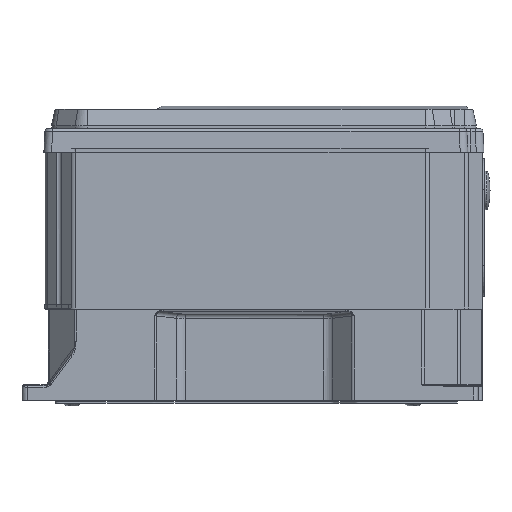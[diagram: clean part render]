
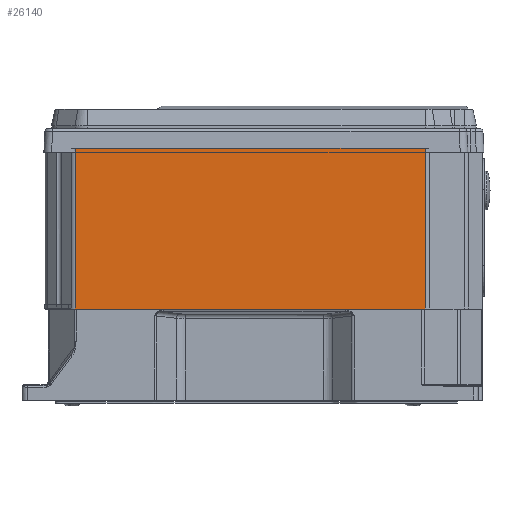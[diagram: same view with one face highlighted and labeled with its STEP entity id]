
A CAD part, left-side view. The second image highlights one B-rep face of the part: STEP entity #26140.
In plain terms, the highlighted planar face has unit normal (-1, 0, 0).
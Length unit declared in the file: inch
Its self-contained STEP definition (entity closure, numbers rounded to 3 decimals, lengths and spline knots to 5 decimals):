
#4876 = DIRECTION ( 'NONE',  ( 0., 1., 0. ) ) ;
#14408 = CARTESIAN_POINT ( 'NONE',  ( -2.9582, 0.16887, -1.00039 ) ) ;
#15313 = CARTESIAN_POINT ( 'NONE',  ( -2.9582, 4.78868, -1.00039 ) ) ;
#19207 = ORIENTED_EDGE ( 'NONE', *, *, #25429, .F. ) ;
#24998 = AXIS2_PLACEMENT_3D ( 'NONE', #14408, #46161, #4876 ) ;
#25429 = EDGE_CURVE ( 'NONE', #47096, #129024, #71483, .T. ) ;
#26140 = ADVANCED_FACE ( 'NONE', ( #123103 ), #96539, .F. ) ;
#26651 = DIRECTION ( 'NONE',  ( 0., 0., 1. ) ) ;
#31435 = VERTEX_POINT ( 'NONE', #50909 ) ;
#31510 = EDGE_CURVE ( 'NONE', #59046, #47096, #104680, .T. ) ;
#40934 = ORIENTED_EDGE ( 'NONE', *, *, #45488, .F. ) ;
#42382 = VECTOR ( 'NONE', #26651, 39.37008 ) ;
#44645 = VECTOR ( 'NONE', #104842, 39.37008 ) ;
#45488 = EDGE_CURVE ( 'NONE', #31435, #59046, #122315, .T. ) ;
#46161 = DIRECTION ( 'NONE',  ( 1., 0., 0. ) ) ;
#47081 = CARTESIAN_POINT ( 'NONE',  ( -2.9582, 0.16887, -1.00039 ) ) ;
#47096 = VERTEX_POINT ( 'NONE', #66084 ) ;
#50909 = CARTESIAN_POINT ( 'NONE',  ( -2.9582, 4.78868, -1.00039 ) ) ;
#59046 = VERTEX_POINT ( 'NONE', #98589 ) ;
#66084 = CARTESIAN_POINT ( 'NONE',  ( -2.9582, -4.18913, -5.12914 ) ) ;
#66542 = CARTESIAN_POINT ( 'NONE',  ( -2.9582, 4.78868, -5.12914 ) ) ;
#71483 = LINE ( 'NONE', #77753, #107105 ) ;
#73536 = ORIENTED_EDGE ( 'NONE', *, *, #97932, .F. ) ;
#77753 = CARTESIAN_POINT ( 'NONE',  ( -2.9582, 0.16887, -5.12914 ) ) ;
#77939 = DIRECTION ( 'NONE',  ( 0., -1., 0. ) ) ;
#84987 = VECTOR ( 'NONE', #77939, 39.37008 ) ;
#87103 = CARTESIAN_POINT ( 'NONE',  ( -2.9582, -4.18913, -1.00039 ) ) ;
#88231 = DIRECTION ( 'NONE',  ( 0., 1., 0. ) ) ;
#96539 = PLANE ( 'NONE',  #24998 ) ;
#97932 = EDGE_CURVE ( 'NONE', #129024, #31435, #126656, .T. ) ;
#98589 = CARTESIAN_POINT ( 'NONE',  ( -2.9582, -4.18913, -1.00039 ) ) ;
#104680 = LINE ( 'NONE', #87103, #44645 ) ;
#104842 = DIRECTION ( 'NONE',  ( 0., 0., -1. ) ) ;
#107105 = VECTOR ( 'NONE', #88231, 39.37008 ) ;
#115591 = EDGE_LOOP ( 'NONE', ( #132949, #40934, #73536, #19207 ) ) ;
#122315 = LINE ( 'NONE', #47081, #84987 ) ;
#123103 = FACE_OUTER_BOUND ( 'NONE', #115591, .T. ) ;
#126656 = LINE ( 'NONE', #15313, #42382 ) ;
#129024 = VERTEX_POINT ( 'NONE', #66542 ) ;
#132949 = ORIENTED_EDGE ( 'NONE', *, *, #31510, .F. ) ;
